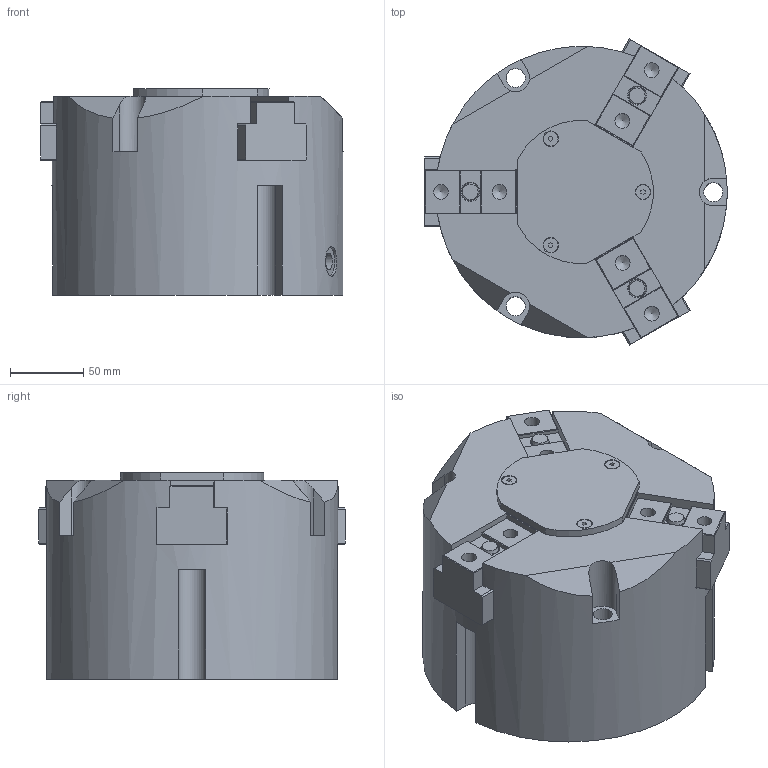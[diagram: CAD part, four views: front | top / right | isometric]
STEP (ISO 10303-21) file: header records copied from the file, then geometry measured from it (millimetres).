
FILE_DESCRIPTION(/* description */ (''),/* implementation_level */ '2;1');
FILE_NAME(/* name */ 'MAS-G3-200-SV-C1.2.stp',/* time_stamp */ '2018-02-01T14:15:03+01:00',/* author */ ('Tecnico'),/* organization */ (''),/* preprocessor_version */ 'ST-DEVELOPER v16.13',/* originating_system */ 'Autodesk Inventor 2018',/* authorisation */ '');
FILE_SCHEMA (('AUTOMOTIVE_DESIGN { 1 0 10303 214 3 1 1 }'));
Length unit declared in the file: millimetre
Products named in the file (6): MAS-G3-200-SV-C1.2; MAS-G3-200-CORPO; MSA-G3-200-GRIFFA SV; MAS-G3-200-COPERCHIO; DIN 7991 - M5x10; ISO 2338 - 12 m6 x 22 - B
Assembly tree (11 placements, depth 2):
  MAS-G3-200-SV-C1.2
    MAS-G3-200-CORPO
    MSA-G3-200-GRIFFA SV  x3
    MAS-G3-200-COPERCHIO
    DIN 7991 - M5x10  x3
    ISO 2338 - 12 m6 x 22 - B  x3
Bounding box: 206.45 x 209.23 x 141 mm (x, y, z)
Volume: 4041692.3 mm3; surface area: 283389.2 mm2
Topology: 11 solids, 11 shells, 302 faces, 763 edges, 491 vertices
Faces by surface type: plane 210, cylinder 54, cone 35, torus 3
Full cylindrical faces by diameter (mm): 4.134 x3, 5 x3, 5.5 x3, 6.647 x2, 8.5 x3, 9 x3, 10 x3, 10.106 x6, 11.445 x2, 12 x8, 13 x3, 20 x2, 199 x1
Entity records: 5170 total; most frequent: CARTESIAN_POINT 930, DIRECTION 870, ORIENTED_EDGE 744, EDGE_CURVE 372, AXIS2_PLACEMENT_3D 316, VERTEX_POINT 268, EDGE_LOOP 246, LINE 238
